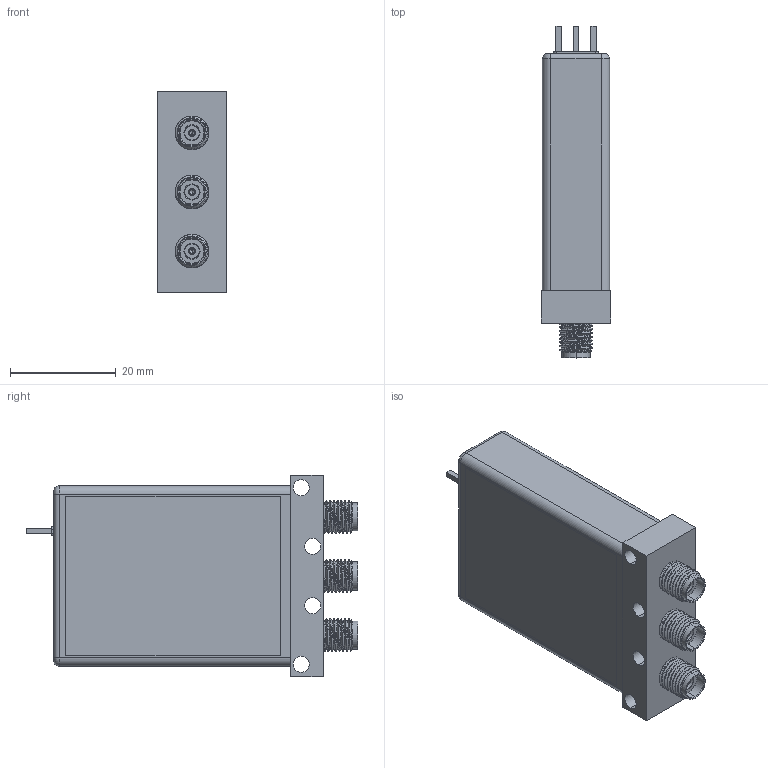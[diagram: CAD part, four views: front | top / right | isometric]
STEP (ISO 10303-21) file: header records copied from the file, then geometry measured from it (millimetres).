
FILE_DESCRIPTION (( 'STEP AP214' ), '1' );
FILE_NAME ('FMSW6623_3D.step', '2025-01-08T23:32:02', ( '' ), ( '' ), 'SwSTEP 2.0', 'SolidWorks 2022', '' );
FILE_SCHEMA (( 'AUTOMOTIVE_DESIGN' ));
Length unit declared in the file: inch
Products named in the file (5): K12021003_defeature^FMSW6623; A12061001A-e360^FMSW6623; FMSW6623_3D; R040022-e360_3PIN^FMSW6623; K16029002^FMSW6623
Assembly tree (6 placements, depth 2):
  FMSW6623_3D
    K12021003_defeature^FMSW6623
    K16029002^FMSW6623  x3
    R040022-e360_3PIN^FMSW6623
    A12061001A-e360^FMSW6623
Bounding box: 13.21 x 62.66 x 38.1 mm (x, y, z)
Volume: 5503.6 mm3; surface area: 12878.7 mm2
Topology: 15 solids, 15 shells, 461 faces, 1138 edges, 735 vertices
Faces by surface type: cylinder 199, plane 179, cone 42, torus 32, bspline 9
Entity records: 11121 total; most frequent: CARTESIAN_POINT 4699, DIRECTION 1286, ORIENTED_EDGE 1248, EDGE_CURVE 624, AXIS2_PLACEMENT_3D 469, VERTEX_POINT 405, LINE 348, VECTOR 348
